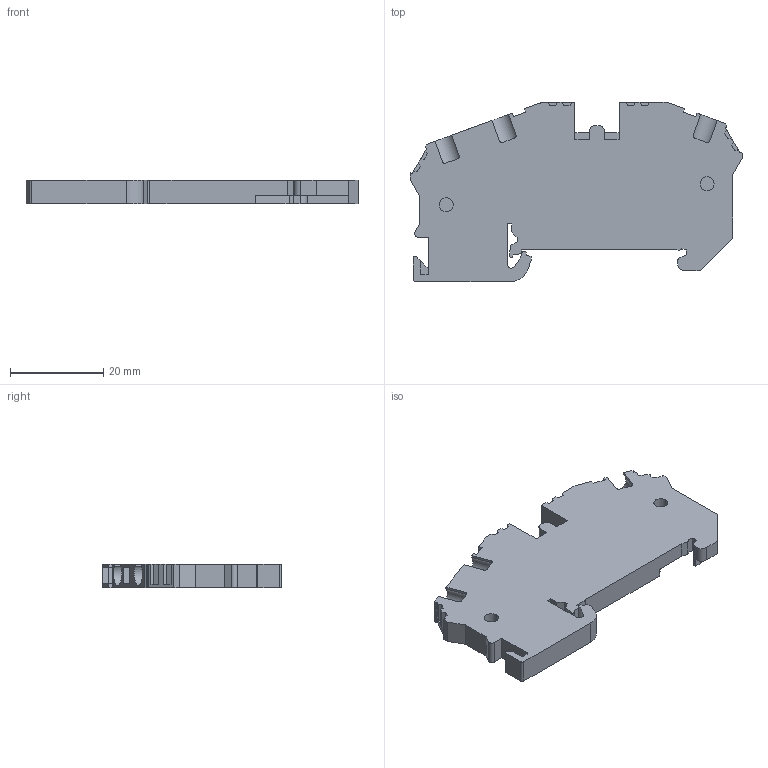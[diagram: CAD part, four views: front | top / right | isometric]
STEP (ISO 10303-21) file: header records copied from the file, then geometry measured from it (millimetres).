
FILE_DESCRIPTION((''),'2;1');
FILE_NAME('3511_2 ZSL25_3A_iso.stp','2009-11-02T',('Stollb'),(''),'PRO/ENGINEER BY PARAMETRIC TECHNOLOGY CORPORATION, 2007390','PRO/ENGINEER BY PARAMETRIC TECHNOLOGY CORPORATION, 2007390','');
FILE_SCHEMA(('CONFIG_CONTROL_DESIGN'));
Length unit declared in the file: millimetre
Products named in the file (1): ZRK25_3_ISO_STEP
Bounding box: 71.3 x 38.5 x 5.1 mm (x, y, z)
Volume: 9690.4 mm3; surface area: 6066.3 mm2
Topology: 1 solids, 1 shells, 181 faces, 516 edges, 344 vertices
Faces by surface type: plane 142, cylinder 39
Entity records: 5943 total; most frequent: CARTESIAN_POINT 1116, ORIENTED_EDGE 1032, DIRECTION 944, EDGE_CURVE 516, VECTOR 438, LINE 438, VERTEX_POINT 344, AXIS2_PLACEMENT_3D 253
